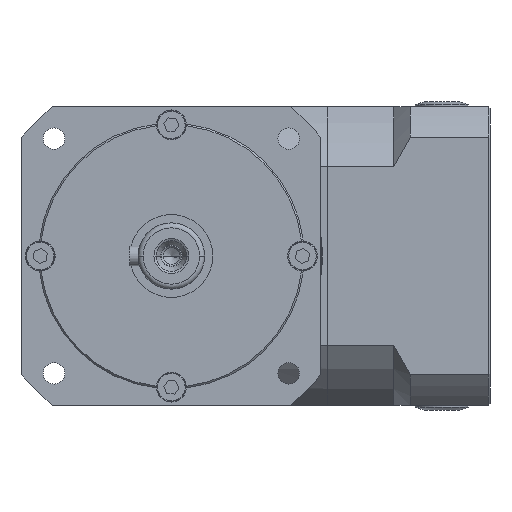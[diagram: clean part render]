
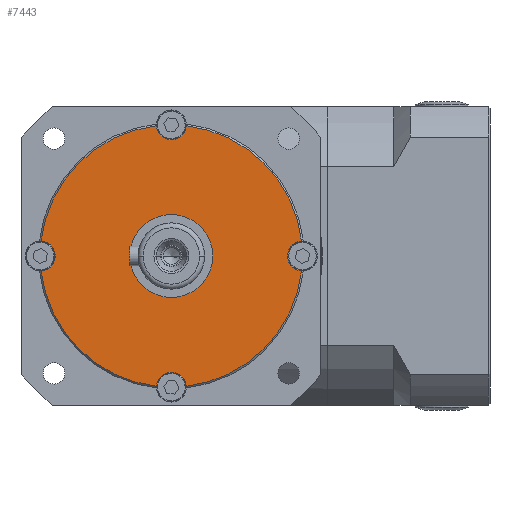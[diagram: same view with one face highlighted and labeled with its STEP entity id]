
A CAD part, left-side view. The second image highlights one B-rep face of the part: STEP entity #7443.
In plain terms, the highlighted planar face has unit normal (-1, 0, 0).
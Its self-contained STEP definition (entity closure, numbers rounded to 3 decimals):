
#4 = CARTESIAN_POINT ( 'NONE',  ( -54., -39.244, -4.493 ) ) ;
#10 = DIRECTION ( 'NONE',  ( -1., 0., 0. ) ) ;
#343 = EDGE_CURVE ( 'NONE', #14674, #7587, #12510, .T. ) ;
#417 = ORIENTED_EDGE ( 'NONE', *, *, #1635, .F. ) ;
#595 = AXIS2_PLACEMENT_3D ( 'NONE', #15432, #2481, #5323 ) ;
#621 = ORIENTED_EDGE ( 'NONE', *, *, #14916, .F. ) ;
#819 = CARTESIAN_POINT ( 'NONE',  ( -54., 0., 35. ) ) ;
#1061 = DIRECTION ( 'NONE',  ( -1., 0., 0. ) ) ;
#1320 = DIRECTION ( 'NONE',  ( 1., 0., 0. ) ) ;
#1515 = DIRECTION ( 'NONE',  ( 0., 0., 1. ) ) ;
#1533 = PLANE ( 'NONE',  #12046 ) ;
#1635 = EDGE_CURVE ( 'NONE', #3738, #4189, #18350, .T. ) ;
#1668 = ORIENTED_EDGE ( 'NONE', *, *, #343, .F. ) ;
#1773 = AXIS2_PLACEMENT_3D ( 'NONE', #11719, #1320, #17386 ) ;
#1774 = CIRCLE ( 'NONE', #12359, 4.5 ) ;
#2107 = CARTESIAN_POINT ( 'NONE',  ( -54., 0., -39.5 ) ) ;
#2180 = EDGE_CURVE ( 'NONE', #18601, #3738, #1774, .T. ) ;
#2211 = ORIENTED_EDGE ( 'NONE', *, *, #5252, .F. ) ;
#2481 = DIRECTION ( 'NONE',  ( -1., 0., 0. ) ) ;
#2524 = ORIENTED_EDGE ( 'NONE', *, *, #2180, .F. ) ;
#2663 = ORIENTED_EDGE ( 'NONE', *, *, #8262, .F. ) ;
#2691 = CARTESIAN_POINT ( 'NONE',  ( -54., 0., -35. ) ) ;
#2857 = DIRECTION ( 'NONE',  ( 0., 0., 1. ) ) ;
#3128 = DIRECTION ( 'NONE',  ( 0., 0., 1. ) ) ;
#3294 = VERTEX_POINT ( 'NONE', #10083 ) ;
#3312 = VERTEX_POINT ( 'NONE', #5728 ) ;
#3437 = ORIENTED_EDGE ( 'NONE', *, *, #11461, .F. ) ;
#3738 = VERTEX_POINT ( 'NONE', #2691 ) ;
#3999 = ORIENTED_EDGE ( 'NONE', *, *, #17732, .F. ) ;
#4157 = ORIENTED_EDGE ( 'NONE', *, *, #9273, .F. ) ;
#4189 = VERTEX_POINT ( 'NONE', #18086 ) ;
#4208 = CIRCLE ( 'NONE', #595, 4.5 ) ;
#4243 = DIRECTION ( 'NONE',  ( -1., 0., 0. ) ) ;
#4290 = DIRECTION ( 'NONE',  ( -1., 0., 0. ) ) ;
#4339 = AXIS2_PLACEMENT_3D ( 'NONE', #17220, #15802, #2857 ) ;
#4637 = FACE_OUTER_BOUND ( 'NONE', #15413, .T. ) ;
#5222 = CARTESIAN_POINT ( 'NONE',  ( -54., -4.493, -39.244 ) ) ;
#5252 = EDGE_CURVE ( 'NONE', #13762, #7834, #8310, .T. ) ;
#5323 = DIRECTION ( 'NONE',  ( 0., 0., 1. ) ) ;
#5728 = CARTESIAN_POINT ( 'NONE',  ( -54., 39.244, 4.493 ) ) ;
#5966 = ORIENTED_EDGE ( 'NONE', *, *, #7799, .F. ) ;
#6304 = AXIS2_PLACEMENT_3D ( 'NONE', #7805, #16315, #9245 ) ;
#6362 = CARTESIAN_POINT ( 'NONE',  ( -54., 0., 0. ) ) ;
#6563 = AXIS2_PLACEMENT_3D ( 'NONE', #2107, #1061, #15337 ) ;
#7443 = ADVANCED_FACE ( 'NONE', ( #4637 ), #1533, .T. ) ;
#7587 = VERTEX_POINT ( 'NONE', #15228 ) ;
#7799 = EDGE_CURVE ( 'NONE', #7587, #13762, #18071, .T. ) ;
#7805 = CARTESIAN_POINT ( 'NONE',  ( -54., 0., 0. ) ) ;
#7834 = VERTEX_POINT ( 'NONE', #4 ) ;
#8262 = EDGE_CURVE ( 'NONE', #7834, #18601, #15377, .T. ) ;
#8310 = CIRCLE ( 'NONE', #8624, 4.5 ) ;
#8493 = CARTESIAN_POINT ( 'NONE',  ( -54., 0., -39.5 ) ) ;
#8624 = AXIS2_PLACEMENT_3D ( 'NONE', #17011, #10, #1515 ) ;
#8768 = AXIS2_PLACEMENT_3D ( 'NONE', #10958, #16898, #9826 ) ;
#9170 = AXIS2_PLACEMENT_3D ( 'NONE', #16010, #4290, #18649 ) ;
#9245 = DIRECTION ( 'NONE',  ( 0., 0., -1. ) ) ;
#9273 = EDGE_CURVE ( 'NONE', #3312, #3294, #12100, .T. ) ;
#9316 = DIRECTION ( 'NONE',  ( 1., 0., 0. ) ) ;
#9533 = CIRCLE ( 'NONE', #10090, 39.5 ) ;
#9826 = DIRECTION ( 'NONE',  ( 0., 0., -1. ) ) ;
#10011 = DIRECTION ( 'NONE',  ( 0., 0., 1. ) ) ;
#10073 = CIRCLE ( 'NONE', #9170, 4.5 ) ;
#10083 = CARTESIAN_POINT ( 'NONE',  ( -54., 4.493, 39.244 ) ) ;
#10090 = AXIS2_PLACEMENT_3D ( 'NONE', #6362, #9316, #15356 ) ;
#10958 = CARTESIAN_POINT ( 'NONE',  ( -54., 0., 0. ) ) ;
#11461 = EDGE_CURVE ( 'NONE', #4189, #13177, #9533, .T. ) ;
#11719 = CARTESIAN_POINT ( 'NONE',  ( -54., 0., 0. ) ) ;
#12046 = AXIS2_PLACEMENT_3D ( 'NONE', #13260, #13174, #3128 ) ;
#12100 = CIRCLE ( 'NONE', #8768, 39.5 ) ;
#12359 = AXIS2_PLACEMENT_3D ( 'NONE', #8493, #4243, #10011 ) ;
#12510 = CIRCLE ( 'NONE', #4339, 4.5 ) ;
#13174 = DIRECTION ( 'NONE',  ( -1., 0., 0. ) ) ;
#13177 = VERTEX_POINT ( 'NONE', #13520 ) ;
#13260 = CARTESIAN_POINT ( 'NONE',  ( -54., 39.5, 0. ) ) ;
#13520 = CARTESIAN_POINT ( 'NONE',  ( -54., 39.244, -4.493 ) ) ;
#13762 = VERTEX_POINT ( 'NONE', #16006 ) ;
#14674 = VERTEX_POINT ( 'NONE', #819 ) ;
#14916 = EDGE_CURVE ( 'NONE', #13177, #3312, #10073, .T. ) ;
#15228 = CARTESIAN_POINT ( 'NONE',  ( -54., -4.493, 39.244 ) ) ;
#15337 = DIRECTION ( 'NONE',  ( 0., 0., 1. ) ) ;
#15356 = DIRECTION ( 'NONE',  ( 0., 0., -1. ) ) ;
#15377 = CIRCLE ( 'NONE', #6304, 39.5 ) ;
#15413 = EDGE_LOOP ( 'NONE', ( #3999, #4157, #621, #3437, #417, #2524, #2663, #2211, #5966, #1668 ) ) ;
#15432 = CARTESIAN_POINT ( 'NONE',  ( -54., 0., 39.5 ) ) ;
#15802 = DIRECTION ( 'NONE',  ( -1., 0., 0. ) ) ;
#16006 = CARTESIAN_POINT ( 'NONE',  ( -54., -39.244, 4.493 ) ) ;
#16010 = CARTESIAN_POINT ( 'NONE',  ( -54., 39.5, 0. ) ) ;
#16315 = DIRECTION ( 'NONE',  ( 1., 0., 0. ) ) ;
#16898 = DIRECTION ( 'NONE',  ( 1., 0., 0. ) ) ;
#17011 = CARTESIAN_POINT ( 'NONE',  ( -54., -39.5, 0. ) ) ;
#17220 = CARTESIAN_POINT ( 'NONE',  ( -54., 0., 39.5 ) ) ;
#17386 = DIRECTION ( 'NONE',  ( 0., 0., -1. ) ) ;
#17732 = EDGE_CURVE ( 'NONE', #3294, #14674, #4208, .T. ) ;
#18071 = CIRCLE ( 'NONE', #1773, 39.5 ) ;
#18086 = CARTESIAN_POINT ( 'NONE',  ( -54., 4.493, -39.244 ) ) ;
#18350 = CIRCLE ( 'NONE', #6563, 4.5 ) ;
#18601 = VERTEX_POINT ( 'NONE', #5222 ) ;
#18649 = DIRECTION ( 'NONE',  ( 0., 0., 1. ) ) ;
